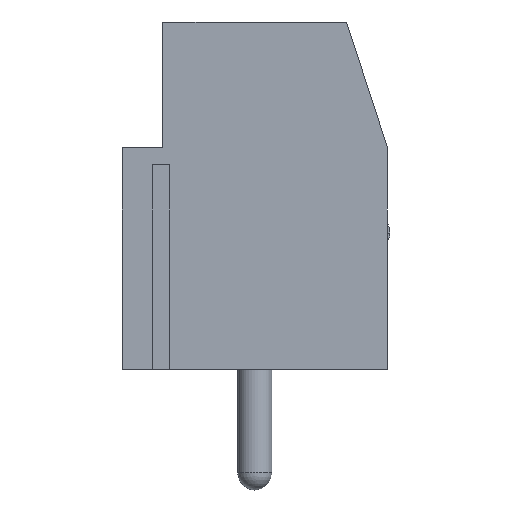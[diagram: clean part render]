
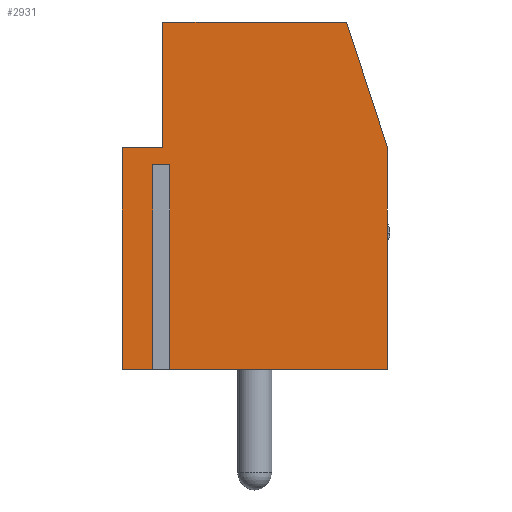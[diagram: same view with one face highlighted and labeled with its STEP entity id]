
A CAD part, left-side view. The second image highlights one B-rep face of the part: STEP entity #2931.
In plain terms, the highlighted face is planar.
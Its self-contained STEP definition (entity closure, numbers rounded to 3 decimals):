
#365=FACE_OUTER_BOUND('',#543,.T.);
#543=EDGE_LOOP('',(#2050,#2051,#2052,#2053,#2054,#2055,#2056,#2057,#2058,
#2059,#2060));
#724=LINE('',#4409,#972);
#753=LINE('',#4492,#1001);
#769=LINE('',#4519,#1017);
#770=LINE('',#4522,#1018);
#773=LINE('',#4528,#1021);
#776=LINE('',#4534,#1024);
#779=LINE('',#4540,#1027);
#782=LINE('',#4557,#1030);
#787=LINE('',#4567,#1035);
#788=LINE('',#4569,#1036);
#789=LINE('',#4570,#1037);
#972=VECTOR('',#3481,6.5);
#1001=VECTOR('',#3542,1.01);
#1017=VECTOR('',#3558,6.51);
#1018=VECTOR('',#3561,6.5);
#1021=VECTOR('',#3566,1.2);
#1024=VECTOR('',#3571,3.7);
#1027=VECTOR('',#3576,5.4);
#1030=VECTOR('',#3593,3.89);
#1035=VECTOR('',#3602,6.);
#1036=VECTOR('',#3603,0.28);
#1037=VECTOR('',#3604,6.);
#1220=VERTEX_POINT('',#4406);
#1221=VERTEX_POINT('',#4408);
#1256=VERTEX_POINT('',#4485);
#1258=VERTEX_POINT('',#4489);
#1259=VERTEX_POINT('',#4491);
#1271=VERTEX_POINT('',#4521);
#1273=VERTEX_POINT('',#4527);
#1275=VERTEX_POINT('',#4533);
#1277=VERTEX_POINT('',#4539);
#1287=VERTEX_POINT('',#4566);
#1288=VERTEX_POINT('',#4568);
#1502=EDGE_CURVE('',#1220,#1221,#724,.T.);
#1543=EDGE_CURVE('',#1259,#1258,#753,.T.);
#1559=EDGE_CURVE('',#1256,#1221,#769,.T.);
#1560=EDGE_CURVE('',#1271,#1259,#770,.T.);
#1563=EDGE_CURVE('',#1273,#1271,#773,.T.);
#1566=EDGE_CURVE('',#1275,#1273,#776,.T.);
#1569=EDGE_CURVE('',#1275,#1277,#779,.T.);
#1578=EDGE_CURVE('',#1220,#1277,#782,.T.);
#1583=EDGE_CURVE('',#1258,#1287,#787,.T.);
#1584=EDGE_CURVE('',#1288,#1287,#788,.T.);
#1585=EDGE_CURVE('',#1256,#1288,#789,.T.);
#2050=ORIENTED_EDGE('',*,*,#1543,.T.);
#2051=ORIENTED_EDGE('',*,*,#1583,.T.);
#2052=ORIENTED_EDGE('',*,*,#1584,.F.);
#2053=ORIENTED_EDGE('',*,*,#1585,.F.);
#2054=ORIENTED_EDGE('',*,*,#1559,.T.);
#2055=ORIENTED_EDGE('',*,*,#1502,.F.);
#2056=ORIENTED_EDGE('',*,*,#1578,.T.);
#2057=ORIENTED_EDGE('',*,*,#1569,.F.);
#2058=ORIENTED_EDGE('',*,*,#1566,.T.);
#2059=ORIENTED_EDGE('',*,*,#1563,.T.);
#2060=ORIENTED_EDGE('',*,*,#1560,.T.);
#2843=PLANE('',#3163);
#2931=ADVANCED_FACE('',(#365),#2843,.T.);
#3163=AXIS2_PLACEMENT_3D('',#4565,#3600,#3601);
#3481=DIRECTION('',(0.,-1.,0.));
#3542=DIRECTION('',(1.,0.,0.));
#3558=DIRECTION('',(1.,0.,0.));
#3561=DIRECTION('',(0.,-1.,0.));
#3566=DIRECTION('',(-1.,0.,0.));
#3571=DIRECTION('',(0.,-1.,0.));
#3576=DIRECTION('',(1.,0.,0.));
#3593=DIRECTION('',(-0.309,0.951,0.));
#3600=DIRECTION('center_axis',(0.,0.,1.));
#3601=DIRECTION('ref_axis',(1.,0.,0.));
#3602=DIRECTION('',(0.,1.,0.));
#3603=DIRECTION('',(-1.,0.,0.));
#3604=DIRECTION('',(0.,1.,0.));
#4406=CARTESIAN_POINT('',(3.9,1.4,0.));
#4408=CARTESIAN_POINT('',(3.9,-5.1,0.));
#4409=CARTESIAN_POINT('',(3.9,1.4,0.));
#4485=CARTESIAN_POINT('',(-2.61,-5.1,0.));
#4489=CARTESIAN_POINT('',(-2.89,-5.1,0.));
#4491=CARTESIAN_POINT('',(-3.9,-5.1,0.));
#4492=CARTESIAN_POINT('',(-3.9,-5.1,0.));
#4519=CARTESIAN_POINT('',(-2.61,-5.1,0.));
#4521=CARTESIAN_POINT('',(-3.9,1.4,0.));
#4522=CARTESIAN_POINT('',(-3.9,1.4,0.));
#4527=CARTESIAN_POINT('',(-2.7,1.4,0.));
#4528=CARTESIAN_POINT('',(-2.7,1.4,0.));
#4533=CARTESIAN_POINT('',(-2.7,5.1,0.));
#4534=CARTESIAN_POINT('',(-2.7,5.1,0.));
#4539=CARTESIAN_POINT('',(2.7,5.1,0.));
#4540=CARTESIAN_POINT('',(-2.7,5.1,0.));
#4557=CARTESIAN_POINT('',(3.9,1.4,0.));
#4565=CARTESIAN_POINT('Origin',(0.,0.,0.));
#4566=CARTESIAN_POINT('',(-2.89,0.9,0.));
#4567=CARTESIAN_POINT('',(-2.89,-5.1,0.));
#4568=CARTESIAN_POINT('',(-2.61,0.9,0.));
#4569=CARTESIAN_POINT('',(-2.61,0.9,0.));
#4570=CARTESIAN_POINT('',(-2.61,-5.1,0.));
